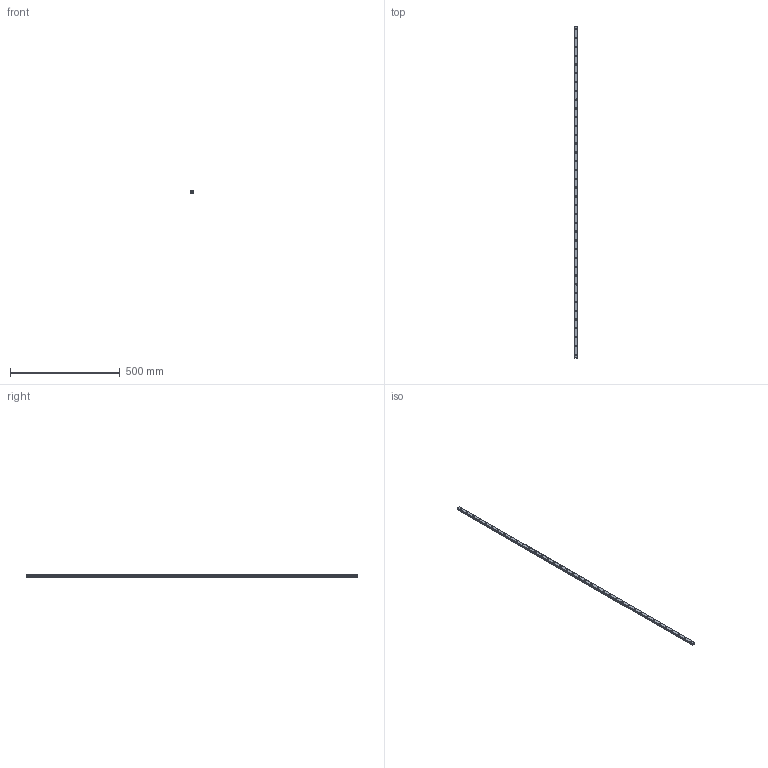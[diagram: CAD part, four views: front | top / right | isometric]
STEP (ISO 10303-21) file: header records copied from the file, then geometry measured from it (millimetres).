
FILE_DESCRIPTION(('STEP AP214'),'1');
FILE_NAME('cctmp_BDEC6835-FB6A-4181-AA5C-F3499A541D73_2021_02_19_12_53_36_0275..stp','2021-02-19T11:53:36',('HIWIN GmbH'),('CADClick - www.CADClick.com'),'Spatial InterOp 3D',' ','unknown authorization');
FILE_SCHEMA(('AUTOMOTIVE_DESIGN'));
Length unit declared in the file: millimetre
Products named in the file (1): MGNR15R1510CM_FILE
Bounding box: 15 x 1510 x 10 mm (x, y, z)
Volume: 209744.1 mm3; surface area: 89496.5 mm2
Topology: 1 solids, 1 shells, 437 faces, 951 edges, 634 vertices
Faces by surface type: cylinder 244, plane 193
Entity records: 15673 total; most frequent: DIRECTION 2315, CARTESIAN_POINT 2023, ORIENTED_EDGE 1902, EDGE_CURVE 951, AXIS2_PLACEMENT_3D 926, VERTEX_POINT 634, EDGE_LOOP 555, CIRCLE 488
